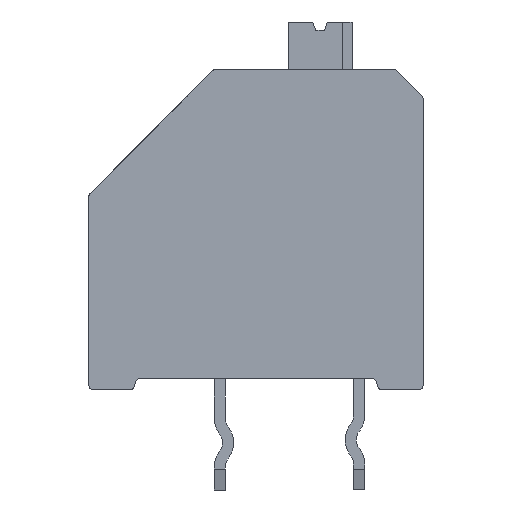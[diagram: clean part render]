
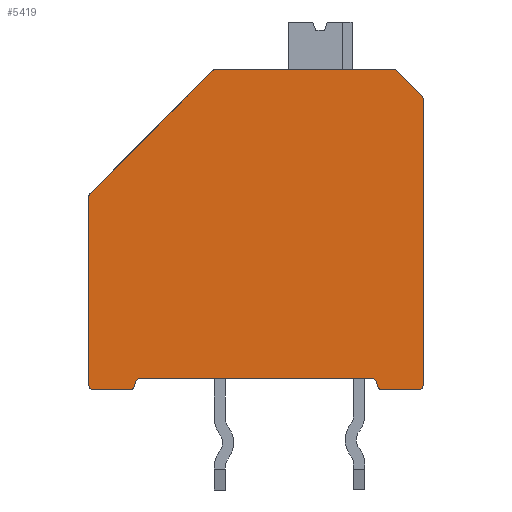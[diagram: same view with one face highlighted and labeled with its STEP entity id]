
A CAD part, front view. The second image highlights one B-rep face of the part: STEP entity #5419.
In plain terms, the highlighted planar face has unit normal (0, -1, 0).
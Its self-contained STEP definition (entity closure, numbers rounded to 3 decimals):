
#268=PLANE('',#5832);
#389=CIRCLE('',#5722,0.17);
#390=CIRCLE('',#5726,0.17);
#392=CIRCLE('',#5730,0.17);
#394=CIRCLE('',#5734,0.17);
#396=CIRCLE('',#5738,0.17);
#398=CIRCLE('',#5742,0.17);
#400=CIRCLE('',#5746,0.17);
#402=CIRCLE('',#5750,0.17);
#404=CIRCLE('',#5754,0.17);
#406=CIRCLE('',#5758,0.17);
#1523=ORIENTED_EDGE('',*,*,#1938,.T.);
#1524=ORIENTED_EDGE('',*,*,#1945,.F.);
#1525=ORIENTED_EDGE('',*,*,#1924,.F.);
#1526=ORIENTED_EDGE('',*,*,#2000,.F.);
#1527=ORIENTED_EDGE('',*,*,#1997,.T.);
#1528=ORIENTED_EDGE('',*,*,#1994,.F.);
#1529=ORIENTED_EDGE('',*,*,#1991,.T.);
#1530=ORIENTED_EDGE('',*,*,#1988,.F.);
#1531=ORIENTED_EDGE('',*,*,#1985,.T.);
#1532=ORIENTED_EDGE('',*,*,#1982,.T.);
#1533=ORIENTED_EDGE('',*,*,#1979,.T.);
#1534=ORIENTED_EDGE('',*,*,#1972,.T.);
#1535=ORIENTED_EDGE('',*,*,#1969,.T.);
#1536=ORIENTED_EDGE('',*,*,#1966,.F.);
#1537=ORIENTED_EDGE('',*,*,#1963,.T.);
#1538=ORIENTED_EDGE('',*,*,#1960,.F.);
#1539=ORIENTED_EDGE('',*,*,#1957,.T.);
#1540=ORIENTED_EDGE('',*,*,#1954,.F.);
#1541=ORIENTED_EDGE('',*,*,#1951,.F.);
#1542=ORIENTED_EDGE('',*,*,#1948,.F.);
#1924=EDGE_CURVE('',#2357,#2358,#2723,.T.);
#1938=EDGE_CURVE('',#2372,#2371,#2736,.T.);
#1945=EDGE_CURVE('',#2358,#2371,#389,.F.);
#1948=EDGE_CURVE('',#2372,#2379,#390,.F.);
#1951=EDGE_CURVE('',#2379,#2381,#2743,.T.);
#1954=EDGE_CURVE('',#2381,#2383,#392,.F.);
#1957=EDGE_CURVE('',#2385,#2383,#2747,.T.);
#1960=EDGE_CURVE('',#2385,#2387,#394,.F.);
#1963=EDGE_CURVE('',#2389,#2387,#2751,.T.);
#1966=EDGE_CURVE('',#2389,#2391,#396,.F.);
#1969=EDGE_CURVE('',#2393,#2391,#2755,.T.);
#1972=EDGE_CURVE('',#2395,#2393,#398,.F.);
#1979=EDGE_CURVE('',#2401,#2395,#2763,.T.);
#1982=EDGE_CURVE('',#2403,#2401,#400,.F.);
#1985=EDGE_CURVE('',#2405,#2403,#2767,.T.);
#1988=EDGE_CURVE('',#2405,#2407,#402,.F.);
#1991=EDGE_CURVE('',#2409,#2407,#2771,.T.);
#1994=EDGE_CURVE('',#2409,#2411,#404,.F.);
#1997=EDGE_CURVE('',#2413,#2411,#2775,.T.);
#2000=EDGE_CURVE('',#2413,#2357,#406,.F.);
#2357=VERTEX_POINT('',#7854);
#2358=VERTEX_POINT('',#7856);
#2371=VERTEX_POINT('',#7883);
#2372=VERTEX_POINT('',#7885);
#2379=VERTEX_POINT('',#7904);
#2381=VERTEX_POINT('',#7910);
#2383=VERTEX_POINT('',#7916);
#2385=VERTEX_POINT('',#7922);
#2387=VERTEX_POINT('',#7928);
#2389=VERTEX_POINT('',#7934);
#2391=VERTEX_POINT('',#7940);
#2393=VERTEX_POINT('',#7946);
#2395=VERTEX_POINT('',#7952);
#2401=VERTEX_POINT('',#7966);
#2403=VERTEX_POINT('',#7972);
#2405=VERTEX_POINT('',#7978);
#2407=VERTEX_POINT('',#7984);
#2409=VERTEX_POINT('',#7990);
#2411=VERTEX_POINT('',#7996);
#2413=VERTEX_POINT('',#8002);
#2723=LINE('',#7855,#3097);
#2736=LINE('',#7884,#3110);
#2743=LINE('',#7909,#3117);
#2747=LINE('',#7921,#3121);
#2751=LINE('',#7933,#3125);
#2755=LINE('',#7945,#3129);
#2763=LINE('',#7965,#3137);
#2767=LINE('',#7977,#3141);
#2771=LINE('',#7989,#3145);
#2775=LINE('',#8001,#3149);
#3097=VECTOR('',#6658,1000.);
#3110=VECTOR('',#6675,1000.);
#3117=VECTOR('',#6700,1000.);
#3121=VECTOR('',#6712,1000.);
#3125=VECTOR('',#6724,1000.);
#3129=VECTOR('',#6736,1000.);
#3137=VECTOR('',#6752,1000.);
#3141=VECTOR('',#6764,1000.);
#3145=VECTOR('',#6776,1000.);
#3149=VECTOR('',#6788,1000.);
#3444=EDGE_LOOP('',(#1523,#1524,#1525,#1526,#1527,#1528,#1529,#1530,#1531,
#1532,#1533,#1534,#1535,#1536,#1537,#1538,#1539,#1540,#1541,#1542));
#3668=FACE_BOUND('',#3444,.T.);
#5419=ADVANCED_FACE('',(#3668),#268,.T.);
#5722=AXIS2_PLACEMENT_3D('',#7898,#6685,#6686);
#5726=AXIS2_PLACEMENT_3D('',#7903,#6693,#6694);
#5730=AXIS2_PLACEMENT_3D('',#7915,#6705,#6706);
#5734=AXIS2_PLACEMENT_3D('',#7927,#6717,#6718);
#5738=AXIS2_PLACEMENT_3D('',#7939,#6729,#6730);
#5742=AXIS2_PLACEMENT_3D('',#7951,#6741,#6742);
#5746=AXIS2_PLACEMENT_3D('',#7971,#6757,#6758);
#5750=AXIS2_PLACEMENT_3D('',#7983,#6769,#6770);
#5754=AXIS2_PLACEMENT_3D('',#7995,#6781,#6782);
#5758=AXIS2_PLACEMENT_3D('',#8007,#6793,#6794);
#5832=AXIS2_PLACEMENT_3D('',#8234,#7010,#7011);
#6658=DIRECTION('',(0.707,0.,0.707));
#6675=DIRECTION('',(-1.,0.,0.));
#6685=DIRECTION('',(0.,-1.,0.));
#6686=DIRECTION('',(0.,0.,-1.));
#6693=DIRECTION('',(0.,-1.,0.));
#6694=DIRECTION('',(0.,0.,-1.));
#6700=DIRECTION('',(0.707,0.,-0.707));
#6705=DIRECTION('',(0.,-1.,0.));
#6706=DIRECTION('',(0.,0.,-1.));
#6712=DIRECTION('',(0.,0.,1.));
#6717=DIRECTION('',(0.,-1.,0.));
#6718=DIRECTION('',(0.,0.,-1.));
#6724=DIRECTION('',(1.,0.,0.));
#6729=DIRECTION('',(0.,-1.,0.));
#6730=DIRECTION('',(0.,0.,-1.));
#6736=DIRECTION('',(0.259,0.,-0.966));
#6741=DIRECTION('',(0.,-1.,0.));
#6742=DIRECTION('',(0.,0.,-1.));
#6752=DIRECTION('',(1.,0.,0.));
#6757=DIRECTION('',(0.,-1.,0.));
#6758=DIRECTION('',(0.,0.,-1.));
#6764=DIRECTION('',(0.259,0.,0.966));
#6769=DIRECTION('',(0.,-1.,0.));
#6770=DIRECTION('',(0.,0.,-1.));
#6776=DIRECTION('',(1.,0.,0.));
#6781=DIRECTION('',(0.,-1.,0.));
#6782=DIRECTION('',(0.,0.,-1.));
#6788=DIRECTION('',(0.,0.,-1.));
#6793=DIRECTION('',(0.,-1.,0.));
#6794=DIRECTION('',(0.,0.,-1.));
#7010=DIRECTION('',(0.,-1.,0.));
#7011=DIRECTION('',(0.,0.,-1.));
#7854=CARTESIAN_POINT('',(0.05,-1.75,6.88));
#7855=CARTESIAN_POINT('',(1.847,-1.75,8.677));
#7856=CARTESIAN_POINT('',(4.45,-1.75,11.28));
#7883=CARTESIAN_POINT('',(4.57,-1.75,11.33));
#7884=CARTESIAN_POINT('',(12.,-1.75,11.33));
#7885=CARTESIAN_POINT('',(10.93,-1.75,11.33));
#7898=CARTESIAN_POINT('',(4.57,-1.75,11.16));
#7903=CARTESIAN_POINT('',(10.93,-1.75,11.16));
#7904=CARTESIAN_POINT('',(11.05,-1.75,11.28));
#7909=CARTESIAN_POINT('',(11.5,-1.75,10.83));
#7910=CARTESIAN_POINT('',(11.95,-1.75,10.38));
#7915=CARTESIAN_POINT('',(11.83,-1.75,10.26));
#7916=CARTESIAN_POINT('',(12.,-1.75,10.26));
#7921=CARTESIAN_POINT('',(12.,-1.75,-0.17));
#7922=CARTESIAN_POINT('',(12.,-1.75,0.));
#7927=CARTESIAN_POINT('',(11.83,-1.75,0.));
#7928=CARTESIAN_POINT('',(11.83,-1.75,-0.17));
#7933=CARTESIAN_POINT('',(0.,-1.75,-0.17));
#7934=CARTESIAN_POINT('',(10.53,-1.75,-0.17));
#7939=CARTESIAN_POINT('',(10.53,-1.75,0.));
#7940=CARTESIAN_POINT('',(10.366,-1.75,-0.044));
#7945=CARTESIAN_POINT('',(10.774,-1.75,-1.566));
#7946=CARTESIAN_POINT('',(10.327,-1.75,0.104));
#7951=CARTESIAN_POINT('',(10.162,-1.75,0.06));
#7952=CARTESIAN_POINT('',(10.162,-1.75,0.23));
#7965=CARTESIAN_POINT('',(10.493,-1.75,0.23));
#7966=CARTESIAN_POINT('',(1.838,-1.75,0.23));
#7971=CARTESIAN_POINT('',(1.838,-1.75,0.06));
#7972=CARTESIAN_POINT('',(1.673,-1.75,0.104));
#7977=CARTESIAN_POINT('',(1.707,-1.75,0.23));
#7978=CARTESIAN_POINT('',(1.634,-1.75,-0.044));
#7983=CARTESIAN_POINT('',(1.47,-1.75,0.));
#7984=CARTESIAN_POINT('',(1.47,-1.75,-0.17));
#7989=CARTESIAN_POINT('',(0.,-1.75,-0.17));
#7990=CARTESIAN_POINT('',(0.17,-1.75,-0.17));
#7995=CARTESIAN_POINT('',(0.17,-1.75,0.));
#7996=CARTESIAN_POINT('',(0.,-1.75,0.));
#8001=CARTESIAN_POINT('',(0.,-1.75,11.33));
#8002=CARTESIAN_POINT('',(0.,-1.75,6.76));
#8007=CARTESIAN_POINT('',(0.17,-1.75,6.76));
#8234=CARTESIAN_POINT('',(0.,-1.75,0.));
